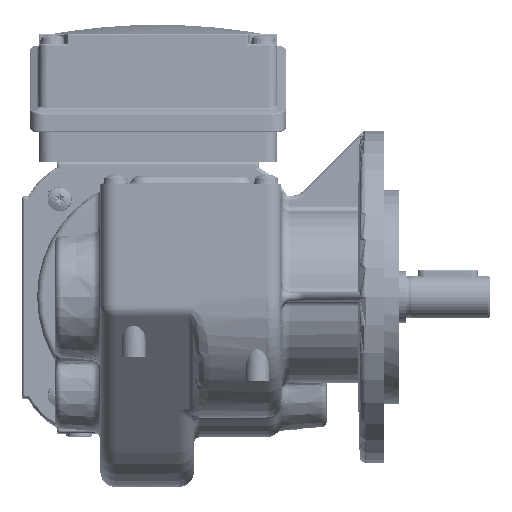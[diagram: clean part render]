
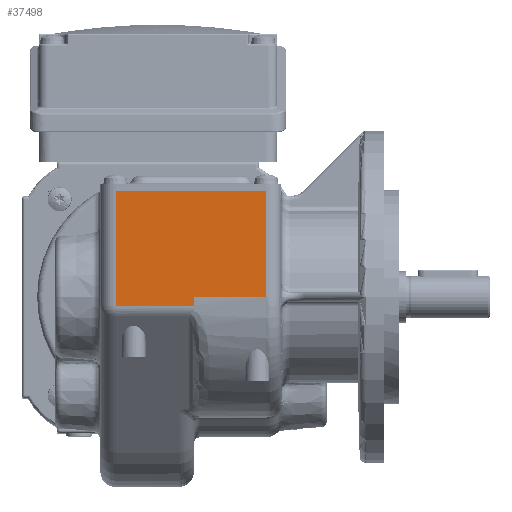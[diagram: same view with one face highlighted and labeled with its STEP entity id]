
A CAD part, top view. The second image highlights one B-rep face of the part: STEP entity #37498.
In plain terms, the highlighted planar face has unit normal (0, 0, 1).
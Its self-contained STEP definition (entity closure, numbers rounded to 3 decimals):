
#1845 = ORIENTED_EDGE ( 'NONE', *, *, #90316, .F. ) ;
#2793 = CARTESIAN_POINT ( 'NONE',  ( 12., 0., 207.16 ) ) ;
#9039 = CARTESIAN_POINT ( 'NONE',  ( -14., -3.091, 207.16 ) ) ;
#23149 = LINE ( 'NONE', #9039, #70306 ) ;
#24878 = ORIENTED_EDGE ( 'NONE', *, *, #102869, .F. ) ;
#29014 = VECTOR ( 'NONE', #230755, 1000. ) ;
#29635 = VERTEX_POINT ( 'NONE', #148743 ) ;
#33165 = VERTEX_POINT ( 'NONE', #2793 ) ;
#37498 = ADVANCED_FACE ( 'NONE', ( #238781 ), #136507, .T. ) ;
#37605 = LINE ( 'NONE', #139919, #144377 ) ;
#42276 = CARTESIAN_POINT ( 'NONE',  ( -19., -3.091, 207.16 ) ) ;
#44352 = VECTOR ( 'NONE', #196780, 1000. ) ;
#49641 = CARTESIAN_POINT ( 'NONE',  ( -14., 35., 207.16 ) ) ;
#50050 = VECTOR ( 'NONE', #62502, 1000. ) ;
#59313 = DIRECTION ( 'NONE',  ( -1., 0., 0. ) ) ;
#62502 = DIRECTION ( 'NONE',  ( 1., 0., 0. ) ) ;
#66843 = ORIENTED_EDGE ( 'NONE', *, *, #253106, .T. ) ;
#67154 = CARTESIAN_POINT ( 'NONE',  ( 12., 35.5, 207.16 ) ) ;
#70306 = VECTOR ( 'NONE', #230900, 1000. ) ;
#80441 = VERTEX_POINT ( 'NONE', #152244 ) ;
#83282 = CARTESIAN_POINT ( 'NONE',  ( 12., -3.091, 207.16 ) ) ;
#89839 = VERTEX_POINT ( 'NONE', #49641 ) ;
#90316 = EDGE_CURVE ( 'NONE', #89839, #80441, #163983, .T. ) ;
#93277 = ORIENTED_EDGE ( 'NONE', *, *, #146404, .T. ) ;
#97029 = DIRECTION ( 'NONE',  ( 0., 0., 1. ) ) ;
#99850 = VECTOR ( 'NONE', #107513, 1000. ) ;
#102869 = EDGE_CURVE ( 'NONE', #33165, #180223, #260035, .T. ) ;
#107513 = DIRECTION ( 'NONE',  ( 0., -1., 0. ) ) ;
#110675 = CARTESIAN_POINT ( 'NONE',  ( -19., 35., 207.16 ) ) ;
#136507 = PLANE ( 'NONE',  #200641 ) ;
#139919 = CARTESIAN_POINT ( 'NONE',  ( 41., 0., 207.16 ) ) ;
#144377 = VECTOR ( 'NONE', #59313, 1000. ) ;
#146404 = EDGE_CURVE ( 'NONE', #210802, #80441, #251571, .T. ) ;
#148743 = CARTESIAN_POINT ( 'NONE',  ( -14., -3.091, 207.16 ) ) ;
#152244 = CARTESIAN_POINT ( 'NONE',  ( 36., 35., 207.16 ) ) ;
#162987 = LINE ( 'NONE', #42276, #50050 ) ;
#163983 = LINE ( 'NONE', #110675, #29014 ) ;
#180223 = VERTEX_POINT ( 'NONE', #83282 ) ;
#195888 = CARTESIAN_POINT ( 'NONE',  ( 36., 0., 207.16 ) ) ;
#196780 = DIRECTION ( 'NONE',  ( 0., 1., 0. ) ) ;
#200641 = AXIS2_PLACEMENT_3D ( 'NONE', #217139, #97029, #237394 ) ;
#208942 = EDGE_LOOP ( 'NONE', ( #1845, #211253, #66843, #24878, #242069, #93277 ) ) ;
#210802 = VERTEX_POINT ( 'NONE', #195888 ) ;
#211253 = ORIENTED_EDGE ( 'NONE', *, *, #231019, .T. ) ;
#212817 = EDGE_CURVE ( 'NONE', #210802, #33165, #37605, .T. ) ;
#217139 = CARTESIAN_POINT ( 'NONE',  ( -19., 35.5, 207.16 ) ) ;
#230755 = DIRECTION ( 'NONE',  ( 1., 0., 0. ) ) ;
#230900 = DIRECTION ( 'NONE',  ( 0., -1., 0. ) ) ;
#231019 = EDGE_CURVE ( 'NONE', #89839, #29635, #23149, .T. ) ;
#237394 = DIRECTION ( 'NONE',  ( 0., -1., 0. ) ) ;
#238781 = FACE_OUTER_BOUND ( 'NONE', #208942, .T. ) ;
#242069 = ORIENTED_EDGE ( 'NONE', *, *, #212817, .F. ) ;
#251571 = LINE ( 'NONE', #255715, #44352 ) ;
#253106 = EDGE_CURVE ( 'NONE', #29635, #180223, #162987, .T. ) ;
#255715 = CARTESIAN_POINT ( 'NONE',  ( 36., 35.5, 207.16 ) ) ;
#260035 = LINE ( 'NONE', #67154, #99850 ) ;
